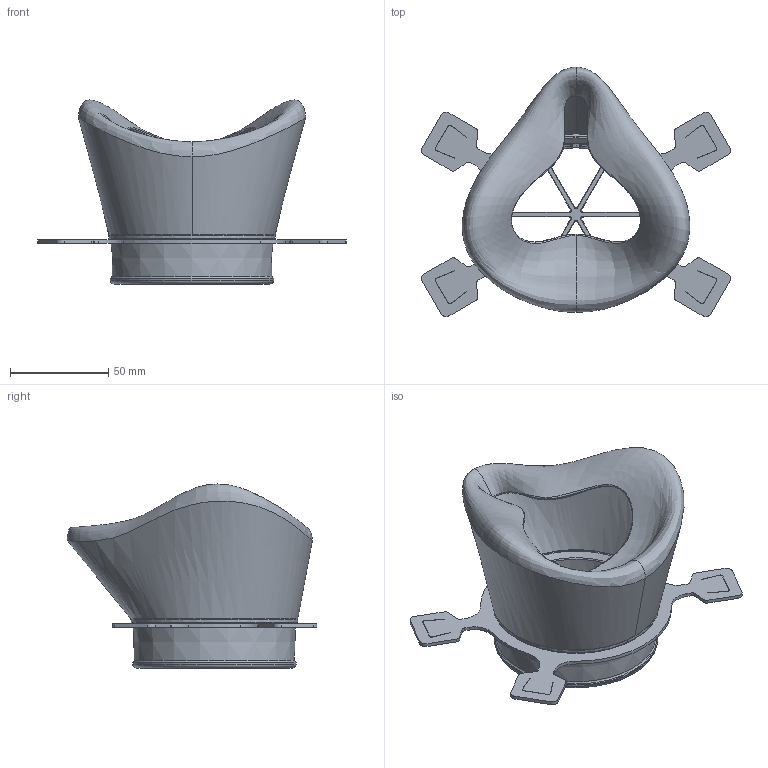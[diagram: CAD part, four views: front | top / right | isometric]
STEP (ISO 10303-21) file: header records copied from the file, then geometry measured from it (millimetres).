
FILE_DESCRIPTION(/* description */ (''),/* implementation_level */ '2;1');
FILE_NAME(/* name */ 'IM Mask 86R SRF v12.step',/* time_stamp */ '2020-03-23T17:24:12-04:00',/* author */ (''),/* organization */ (''),/* preprocessor_version */ 'ST-DEVELOPER v18',/* originating_system */ 'Autodesk Translation Framework v8.12.0.6',/* authorisation */ '');
FILE_SCHEMA (('AUTOMOTIVE_DESIGN { 1 0 10303 214 3 1 1 }'));
Length unit declared in the file: millimetre
Products named in the file (4): IM Mask 86R SRF; mask-od1 v3; Ring; Die Cut Strap Ring v6 v1
Assembly tree (3 placements, depth 2):
  IM Mask 86R SRF
    mask-od1 v3
    Ring
    Die Cut Strap Ring v6 v1
Bounding box: 157.47 x 127.18 x 93.85 mm (x, y, z)
Volume: 103313.9 mm3; surface area: 98174.3 mm2
Topology: 3 solids, 3 shells, 211 faces, 705 edges, 495 vertices
Faces by surface type: plane 79, cylinder 60, bspline 40, torus 23, cone 9
Full cylindrical faces by diameter (mm): 81.896 x1, 83.5 x1
Entity records: 44173 total; most frequent: CARTESIAN_POINT 38057, ORIENTED_EDGE 1410, DIRECTION 1101, EDGE_CURVE 705, VERTEX_POINT 495, AXIS2_PLACEMENT_3D 409, LINE 283, VECTOR 283
